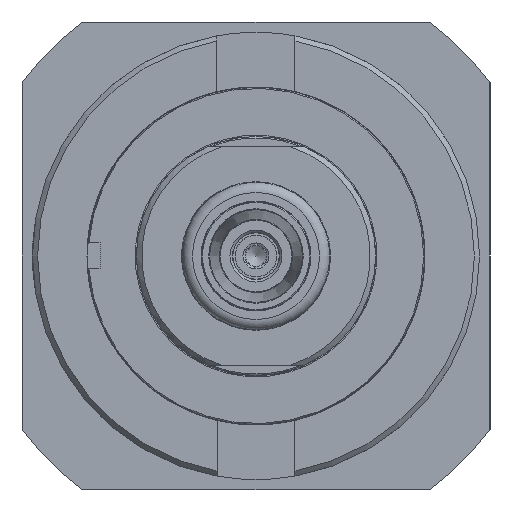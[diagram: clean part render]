
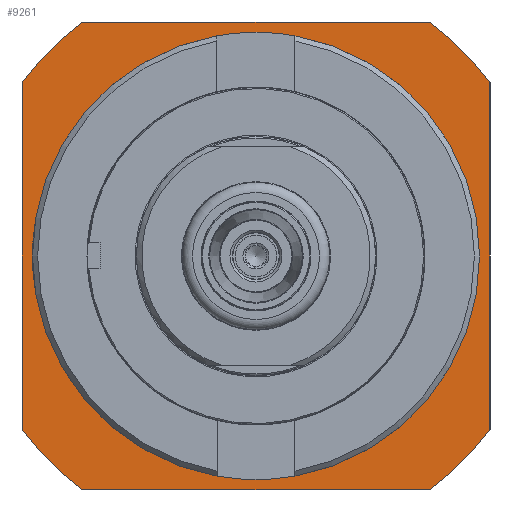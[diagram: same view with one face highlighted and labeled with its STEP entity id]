
A CAD part, left-side view. The second image highlights one B-rep face of the part: STEP entity #9261.
In plain terms, the highlighted planar face has unit normal (-1, 0, 0).
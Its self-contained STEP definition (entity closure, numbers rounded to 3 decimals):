
#819=FACE_BOUND('',#2045,.T.);
#1032=PLANE('',#10310);
#1470=FACE_OUTER_BOUND('',#2044,.T.);
#2044=EDGE_LOOP('',(#8262,#8263,#8264,#8265,#8266,#8267,#8268,#8269));
#2045=EDGE_LOOP('',(#8270,#8271));
#2752=CIRCLE('',#10205,43.);
#2753=CIRCLE('',#10206,43.);
#2775=CIRCLE('',#10247,56.);
#2779=CIRCLE('',#10254,56.);
#2781=CIRCLE('',#10257,56.);
#2783=CIRCLE('',#10260,56.);
#3304=LINE('',#19532,#3769);
#3311=LINE('',#19574,#3776);
#3314=LINE('',#19586,#3779);
#3317=LINE('',#19598,#3782);
#3769=VECTOR('',#12650,10.);
#3776=VECTOR('',#12699,10.);
#3779=VECTOR('',#12714,10.);
#3782=VECTOR('',#12729,10.);
#4521=VERTEX_POINT('',#19342);
#4522=VERTEX_POINT('',#19343);
#4552=VERTEX_POINT('',#19481);
#4555=VERTEX_POINT('',#19486);
#4560=VERTEX_POINT('',#19501);
#4561=VERTEX_POINT('',#19503);
#4564=VERTEX_POINT('',#19510);
#4565=VERTEX_POINT('',#19512);
#4568=VERTEX_POINT('',#19519);
#4569=VERTEX_POINT('',#19521);
#5747=EDGE_CURVE('',#4521,#4522,#2752,.T.);
#5748=EDGE_CURVE('',#4522,#4521,#2753,.T.);
#5797=EDGE_CURVE('',#4555,#4552,#2775,.T.);
#5804=EDGE_CURVE('',#4560,#4561,#2779,.T.);
#5808=EDGE_CURVE('',#4564,#4565,#2781,.T.);
#5812=EDGE_CURVE('',#4568,#4569,#2783,.T.);
#5819=EDGE_CURVE('',#4564,#4561,#3304,.T.);
#5840=EDGE_CURVE('',#4568,#4565,#3311,.T.);
#5846=EDGE_CURVE('',#4555,#4569,#3314,.T.);
#5852=EDGE_CURVE('',#4560,#4552,#3317,.T.);
#8262=ORIENTED_EDGE('',*,*,#5852,.T.);
#8263=ORIENTED_EDGE('',*,*,#5797,.F.);
#8264=ORIENTED_EDGE('',*,*,#5846,.T.);
#8265=ORIENTED_EDGE('',*,*,#5812,.F.);
#8266=ORIENTED_EDGE('',*,*,#5840,.T.);
#8267=ORIENTED_EDGE('',*,*,#5808,.F.);
#8268=ORIENTED_EDGE('',*,*,#5819,.T.);
#8269=ORIENTED_EDGE('',*,*,#5804,.F.);
#8270=ORIENTED_EDGE('',*,*,#5747,.T.);
#8271=ORIENTED_EDGE('',*,*,#5748,.T.);
#9261=ADVANCED_FACE('',(#1470,#819),#1032,.T.);
#10205=AXIS2_PLACEMENT_3D('',#19344,#12499,#12500);
#10206=AXIS2_PLACEMENT_3D('',#19345,#12501,#12502);
#10247=AXIS2_PLACEMENT_3D('',#19488,#12604,#12605);
#10254=AXIS2_PLACEMENT_3D('',#19504,#12621,#12622);
#10257=AXIS2_PLACEMENT_3D('',#19513,#12629,#12630);
#10260=AXIS2_PLACEMENT_3D('',#19522,#12637,#12638);
#10310=AXIS2_PLACEMENT_3D('',#19625,#12762,#12763);
#12499=DIRECTION('center_axis',(1.,0.,0.));
#12500=DIRECTION('ref_axis',(0.,0.,
-1.));
#12501=DIRECTION('center_axis',(1.,0.,0.));
#12502=DIRECTION('ref_axis',(0.,0.,
-1.));
#12604=DIRECTION('center_axis',(1.,0.,0.));
#12605=DIRECTION('ref_axis',(0.,1.,0.));
#12621=DIRECTION('center_axis',(1.,0.,0.));
#12622=DIRECTION('ref_axis',(0.,1.,0.));
#12629=DIRECTION('center_axis',(1.,0.,0.));
#12630=DIRECTION('ref_axis',(0.,1.,0.));
#12637=DIRECTION('center_axis',(1.,0.,0.));
#12638=DIRECTION('ref_axis',(0.,1.,0.));
#12650=DIRECTION('',(0.,0.,1.));
#12699=DIRECTION('',(0.,-1.,0.));
#12714=DIRECTION('',(0.,0.,-1.));
#12729=DIRECTION('',(0.,1.,0.));
#12762=DIRECTION('center_axis',(-1.,0.,0.));
#12763=DIRECTION('ref_axis',(0.,0.,
1.));
#19342=CARTESIAN_POINT('',(112.,0.,-43.));
#19343=CARTESIAN_POINT('',(112.,0.,43.));
#19344=CARTESIAN_POINT('Origin',(112.,0.,0.));
#19345=CARTESIAN_POINT('Origin',(112.,0.,0.));
#19481=CARTESIAN_POINT('',(112.,33.332,45.));
#19486=CARTESIAN_POINT('',(112.,45.,33.332));
#19488=CARTESIAN_POINT('Origin',(112.,0.,0.));
#19501=CARTESIAN_POINT('',(112.,-33.332,45.));
#19503=CARTESIAN_POINT('',(112.,-45.,33.332));
#19504=CARTESIAN_POINT('Origin',(112.,0.,0.));
#19510=CARTESIAN_POINT('',(112.,-45.,-33.332));
#19512=CARTESIAN_POINT('',(112.,-33.332,-45.));
#19513=CARTESIAN_POINT('Origin',(112.,0.,0.));
#19519=CARTESIAN_POINT('',(112.,33.332,-45.));
#19521=CARTESIAN_POINT('',(112.,45.,-33.332));
#19522=CARTESIAN_POINT('Origin',(112.,0.,0.));
#19532=CARTESIAN_POINT('',(112.,-45.,22.5));
#19574=CARTESIAN_POINT('',(112.,-8.5,-45.));
#19586=CARTESIAN_POINT('',(112.,45.,-22.5));
#19598=CARTESIAN_POINT('',(112.,36.5,45.));
#19625=CARTESIAN_POINT('Origin',(112.,28.,0.));
